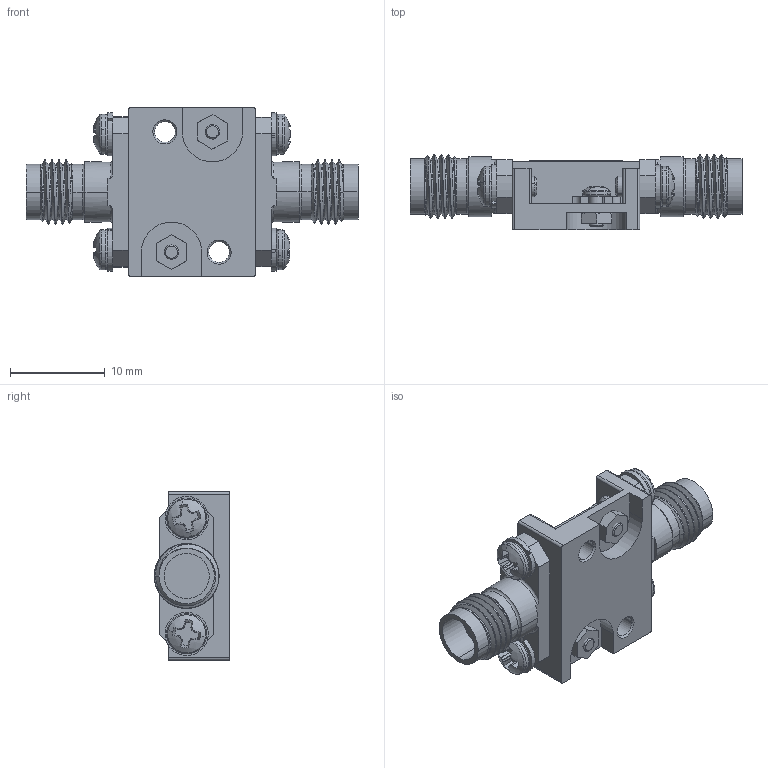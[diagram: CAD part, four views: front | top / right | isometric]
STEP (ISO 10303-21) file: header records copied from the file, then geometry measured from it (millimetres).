
FILE_DESCRIPTION (( 'STEP AP214' ), '1' );
FILE_NAME ('EQL-DC50-13-24FF.STEP', '2022-12-13T19:47:57', ( '' ), ( '' ), 'SwSTEP 2.0', 'SolidWorks 2022', '' );
FILE_SCHEMA (( 'AUTOMOTIVE_DESIGN' ));
Length unit declared in the file: inch
Products named in the file (1): EQL-DC50-13-24FF
Bounding box: 35.05 x 7.97 x 17.78 mm (x, y, z)
Volume: 1834.6 mm3; surface area: 3512.1 mm2
Topology: 21 solids, 21 shells, 809 faces, 2769 edges, 2126 vertices
Faces by surface type: plane 362, cylinder 265, cone 106, torus 52, sphere 16, bspline 8
Entity records: 48123 total; most frequent: CARTESIAN_POINT 13314, ORIENTED_EDGE 5514, DIRECTION 4444, EDGE_CURVE 2757, VERTEX_POINT 2118, AXIS2_PLACEMENT_3D 1516, LINE 1412, VECTOR 1412
